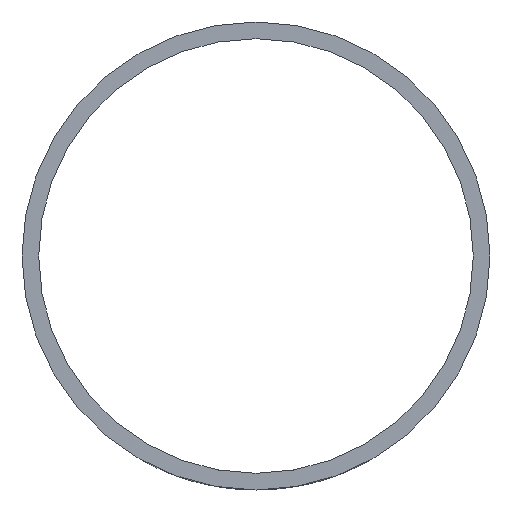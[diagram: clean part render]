
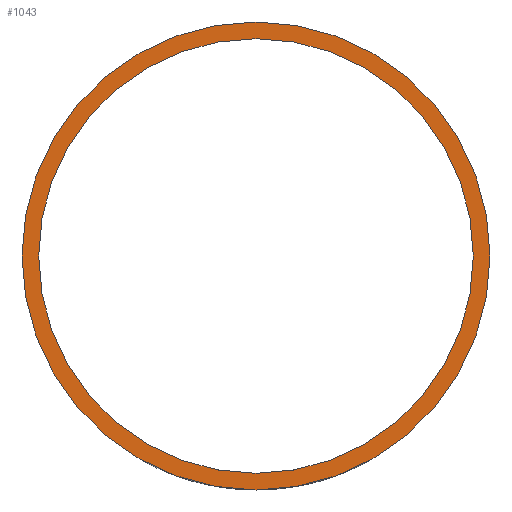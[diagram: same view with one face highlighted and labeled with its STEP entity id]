
A CAD part, front view. The second image highlights one B-rep face of the part: STEP entity #1043.
In plain terms, the highlighted planar face has unit normal (0, -1, 0).
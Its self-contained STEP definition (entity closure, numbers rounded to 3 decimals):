
#85 = VERTEX_POINT ( 'NONE', #1873 ) ;
#137 = CARTESIAN_POINT ( 'NONE',  ( 0., -2250., -78.15 ) ) ;
#155 = FACE_OUTER_BOUND ( 'NONE', #1964, .T. ) ;
#369 = DIRECTION ( 'NONE',  ( 0., 1., 0. ) ) ;
#594 = DIRECTION ( 'NONE',  ( 0., 0., 1. ) ) ;
#630 = DIRECTION ( 'NONE',  ( 0., 0., 1. ) ) ;
#635 = FACE_BOUND ( 'NONE', #1740, .T. ) ;
#780 = CARTESIAN_POINT ( 'NONE',  ( 0., -2250., 0. ) ) ;
#895 = CIRCLE ( 'NONE', #1448, 78.15 ) ;
#978 = EDGE_CURVE ( 'NONE', #2307, #85, #1951, .T. ) ;
#985 = CIRCLE ( 'NONE', #2764, 78.15 ) ;
#1043 = ADVANCED_FACE ( 'NONE', ( #635, #155 ), #1824, .F. ) ;
#1081 = VERTEX_POINT ( 'NONE', #137 ) ;
#1086 = CARTESIAN_POINT ( 'NONE',  ( 0., -2250., 78.15 ) ) ;
#1235 = EDGE_CURVE ( 'NONE', #1081, #2982, #895, .T. ) ;
#1237 = ORIENTED_EDGE ( 'NONE', *, *, #1844, .T. ) ;
#1251 = DIRECTION ( 'NONE',  ( 0., 0., 1. ) ) ;
#1267 = CARTESIAN_POINT ( 'NONE',  ( 0., -2250., 0. ) ) ;
#1448 = AXIS2_PLACEMENT_3D ( 'NONE', #3096, #2766, #594 ) ;
#1484 = DIRECTION ( 'NONE',  ( 0., 1., 0. ) ) ;
#1498 = CIRCLE ( 'NONE', #2570, 84.15 ) ;
#1740 = EDGE_LOOP ( 'NONE', ( #2211, #1237 ) ) ;
#1824 = PLANE ( 'NONE',  #2315 ) ;
#1844 = EDGE_CURVE ( 'NONE', #2982, #1081, #985, .T. ) ;
#1873 = CARTESIAN_POINT ( 'NONE',  ( 0., -2250., -84.15 ) ) ;
#1951 = CIRCLE ( 'NONE', #3085, 84.15 ) ;
#1964 = EDGE_LOOP ( 'NONE', ( #2178, #2275 ) ) ;
#2178 = ORIENTED_EDGE ( 'NONE', *, *, #2833, .F. ) ;
#2211 = ORIENTED_EDGE ( 'NONE', *, *, #1235, .T. ) ;
#2265 = DIRECTION ( 'NONE',  ( 0., 1., 0. ) ) ;
#2275 = ORIENTED_EDGE ( 'NONE', *, *, #978, .F. ) ;
#2307 = VERTEX_POINT ( 'NONE', #2610 ) ;
#2315 = AXIS2_PLACEMENT_3D ( 'NONE', #3069, #2807, #2754 ) ;
#2450 = DIRECTION ( 'NONE',  ( 0., 0., 1. ) ) ;
#2570 = AXIS2_PLACEMENT_3D ( 'NONE', #2600, #369, #630 ) ;
#2600 = CARTESIAN_POINT ( 'NONE',  ( 0., -2250., 0. ) ) ;
#2610 = CARTESIAN_POINT ( 'NONE',  ( 0., -2250., 84.15 ) ) ;
#2754 = DIRECTION ( 'NONE',  ( 0., 0., 1. ) ) ;
#2764 = AXIS2_PLACEMENT_3D ( 'NONE', #780, #1484, #2450 ) ;
#2766 = DIRECTION ( 'NONE',  ( 0., 1., 0. ) ) ;
#2807 = DIRECTION ( 'NONE',  ( 0., 1., 0. ) ) ;
#2833 = EDGE_CURVE ( 'NONE', #85, #2307, #1498, .T. ) ;
#2982 = VERTEX_POINT ( 'NONE', #1086 ) ;
#3069 = CARTESIAN_POINT ( 'NONE',  ( 0., -2250., 0. ) ) ;
#3085 = AXIS2_PLACEMENT_3D ( 'NONE', #1267, #2265, #1251 ) ;
#3096 = CARTESIAN_POINT ( 'NONE',  ( 0., -2250., 0. ) ) ;
